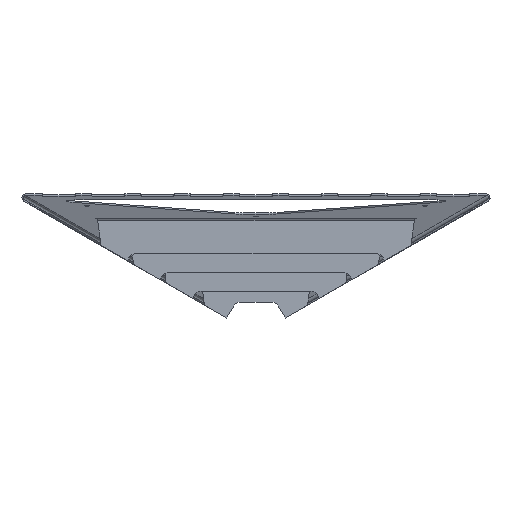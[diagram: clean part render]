
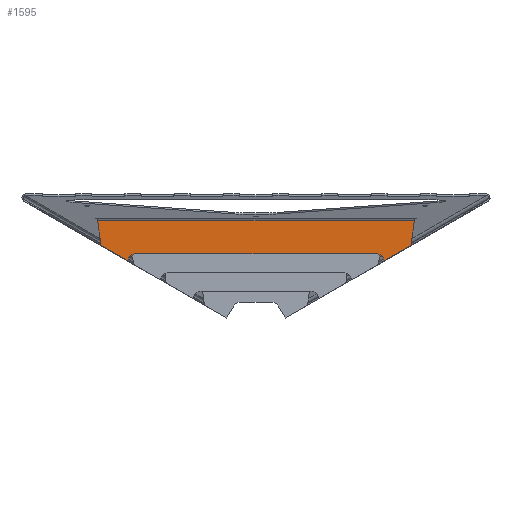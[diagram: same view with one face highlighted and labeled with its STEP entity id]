
A CAD part, front view. The second image highlights one B-rep face of the part: STEP entity #1595.
In plain terms, the highlighted planar face has unit normal (0, -1, 0).
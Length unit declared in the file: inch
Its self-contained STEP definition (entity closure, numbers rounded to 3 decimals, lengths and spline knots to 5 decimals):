
#86 = EDGE_CURVE ( 'NONE', #1127, #1149, #7541, .T. ) ;
#87 = EDGE_CURVE ( 'NONE', #1163, #1152, #7543, .T. ) ;
#88 = EDGE_CURVE ( 'NONE', #1152, #1155, #7542, .T. ) ;
#89 = EDGE_CURVE ( 'NONE', #1157, #1127, #7545, .T. ) ;
#106 = EDGE_CURVE ( 'NONE', #1149, #1163, #7580, .T. ) ;
#111 = EDGE_CURVE ( 'NONE', #1126, #1157, #7589, .T. ) ;
#379 = DIRECTION ( 'NONE',  ( 0.866, 0., -0.5 ) ) ;
#380 = CARTESIAN_POINT ( 'NONE',  ( 2.89833, 14.05499, -1.66541 ) ) ;
#396 = DIRECTION ( 'NONE',  ( 1., 0., 0. ) ) ;
#397 = CARTESIAN_POINT ( 'NONE',  ( 5.95843, 14.05499, 4.03485 ) ) ;
#446 = DIRECTION ( 'NONE',  ( 0.5, 0., 0.866 ) ) ;
#447 = CARTESIAN_POINT ( 'NONE',  ( -3.32563, 14.05499, 8.995 ) ) ;
#448 = DIRECTION ( 'NONE',  ( 0.5, 0., -0.866 ) ) ;
#449 = CARTESIAN_POINT ( 'NONE',  ( 6.30484, 14.05499, 3.83485 ) ) ;
#450 = DIRECTION ( 'NONE',  ( 0., 0., -1. ) ) ;
#451 = DIRECTION ( 'NONE',  ( 0., 1., 0. ) ) ;
#452 = CARTESIAN_POINT ( 'NONE',  ( 5.95843, 14.05499, 3.63485 ) ) ;
#455 = DIRECTION ( 'NONE',  ( 0., 0., -1. ) ) ;
#456 = DIRECTION ( 'NONE',  ( 0., 1., 0. ) ) ;
#458 = CARTESIAN_POINT ( 'NONE',  ( -5.95843, 14.05499, 3.63485 ) ) ;
#483 = CARTESIAN_POINT ( 'NONE',  ( -6.30484, 14.05499, 3.83485 ) ) ;
#575 = CARTESIAN_POINT ( 'NONE',  ( -7.68477, 14.05499, 4.44475 ) ) ;
#615 = CARTESIAN_POINT ( 'NONE',  ( 6.30484, 14.05499, 3.83485 ) ) ;
#617 = CARTESIAN_POINT ( 'NONE',  ( -7.85872, 14.05499, 5.68343 ) ) ;
#618 = CARTESIAN_POINT ( 'NONE',  ( 7.68477, 14.05499, 4.44475 ) ) ;
#679 = CARTESIAN_POINT ( 'NONE',  ( -5.95843, 14.05499, 4.03485 ) ) ;
#682 = CARTESIAN_POINT ( 'NONE',  ( 6.38573, 14.05499, 3.69475 ) ) ;
#683 = CARTESIAN_POINT ( 'NONE',  ( -6.38573, 14.05499, 3.69475 ) ) ;
#684 = CARTESIAN_POINT ( 'NONE',  ( 7.85872, 14.05499, 5.68343 ) ) ;
#686 = CARTESIAN_POINT ( 'NONE',  ( 5.95843, 14.05499, 4.03485 ) ) ;
#1126 = VERTEX_POINT ( 'NONE', #575 ) ;
#1127 = VERTEX_POINT ( 'NONE', #483 ) ;
#1146 = VERTEX_POINT ( 'NONE', #618 ) ;
#1148 = VERTEX_POINT ( 'NONE', #617 ) ;
#1149 = VERTEX_POINT ( 'NONE', #679 ) ;
#1152 = VERTEX_POINT ( 'NONE', #615 ) ;
#1155 = VERTEX_POINT ( 'NONE', #682 ) ;
#1157 = VERTEX_POINT ( 'NONE', #683 ) ;
#1159 = VERTEX_POINT ( 'NONE', #684 ) ;
#1163 = VERTEX_POINT ( 'NONE', #686 ) ;
#1234 = AXIS2_PLACEMENT_3D ( 'NONE', #6479, #6478, #6477 ) ;
#1460 = DIRECTION ( 'NONE',  ( 0.139, 0., 0.99 ) ) ;
#1465 = CARTESIAN_POINT ( 'NONE',  ( 7.53984, 14.05499, 3.41276 ) ) ;
#1595 = ADVANCED_FACE ( 'NONE', ( #7789 ), #6480, .T. ) ;
#1763 = CARTESIAN_POINT ( 'NONE',  ( -7.85872, 14.05499, 5.68343 ) ) ;
#1764 = DIRECTION ( 'NONE',  ( 1., 0., 0. ) ) ;
#2936 = EDGE_CURVE ( 'NONE', #1155, #1146, #5317, .T. ) ;
#2987 = EDGE_CURVE ( 'NONE', #1146, #1159, #5401, .T. ) ;
#2989 = EDGE_CURVE ( 'NONE', #1148, #1126, #5405, .T. ) ;
#2992 = EDGE_CURVE ( 'NONE', #1148, #1159, #5411, .T. ) ;
#3425 = AXIS2_PLACEMENT_3D ( 'NONE', #452, #451, #450 ) ;
#3426 = AXIS2_PLACEMENT_3D ( 'NONE', #458, #456, #455 ) ;
#3499 = DIRECTION ( 'NONE',  ( 0.139, 0., -0.99 ) ) ;
#3501 = CARTESIAN_POINT ( 'NONE',  ( -7.30936, 14.05499, 1.77157 ) ) ;
#4058 = DIRECTION ( 'NONE',  ( 0.866, 0., 0.5 ) ) ;
#4059 = CARTESIAN_POINT ( 'NONE',  ( 6.03932, 14.05499, 3.49475 ) ) ;
#4293 = EDGE_LOOP ( 'NONE', ( #4519, #4517, #4518, #4514, #4507, #4523, #4522, #4526, #4521, #4520 ) ) ;
#4507 = ORIENTED_EDGE ( 'NONE', *, *, #89, .T. ) ;
#4514 = ORIENTED_EDGE ( 'NONE', *, *, #111, .T. ) ;
#4517 = ORIENTED_EDGE ( 'NONE', *, *, #2992, .F. ) ;
#4518 = ORIENTED_EDGE ( 'NONE', *, *, #2989, .T. ) ;
#4519 = ORIENTED_EDGE ( 'NONE', *, *, #2987, .T. ) ;
#4520 = ORIENTED_EDGE ( 'NONE', *, *, #2936, .T. ) ;
#4521 = ORIENTED_EDGE ( 'NONE', *, *, #88, .T. ) ;
#4522 = ORIENTED_EDGE ( 'NONE', *, *, #106, .T. ) ;
#4523 = ORIENTED_EDGE ( 'NONE', *, *, #86, .T. ) ;
#4526 = ORIENTED_EDGE ( 'NONE', *, *, #87, .T. ) ;
#5317 = LINE ( 'NONE', #4059, #5318 ) ;
#5318 = VECTOR ( 'NONE', #4058, 39.37008 ) ;
#5401 = LINE ( 'NONE', #1465, #5402 ) ;
#5402 = VECTOR ( 'NONE', #1460, 39.37008 ) ;
#5405 = LINE ( 'NONE', #3501, #5406 ) ;
#5406 = VECTOR ( 'NONE', #3499, 39.37008 ) ;
#5411 = LINE ( 'NONE', #1763, #5412 ) ;
#5412 = VECTOR ( 'NONE', #1764, 39.37008 ) ;
#6477 = DIRECTION ( 'NONE',  ( 0., 0., -1. ) ) ;
#6478 = DIRECTION ( 'NONE',  ( 0., -1., 0. ) ) ;
#6479 = CARTESIAN_POINT ( 'NONE',  ( 5.95843, 14.05499, 3.63485 ) ) ;
#6480 = PLANE ( 'NONE',  #1234 ) ;
#7541 = CIRCLE ( 'NONE', #3426, 0.4 ) ;
#7542 = LINE ( 'NONE', #449, #7544 ) ;
#7543 = CIRCLE ( 'NONE', #3425, 0.4 ) ;
#7544 = VECTOR ( 'NONE', #448, 39.37008 ) ;
#7545 = LINE ( 'NONE', #447, #7546 ) ;
#7546 = VECTOR ( 'NONE', #446, 39.37008 ) ;
#7580 = LINE ( 'NONE', #397, #7581 ) ;
#7581 = VECTOR ( 'NONE', #396, 39.37008 ) ;
#7589 = LINE ( 'NONE', #380, #7590 ) ;
#7590 = VECTOR ( 'NONE', #379, 39.37008 ) ;
#7789 = FACE_OUTER_BOUND ( 'NONE', #4293, .T. ) ;
